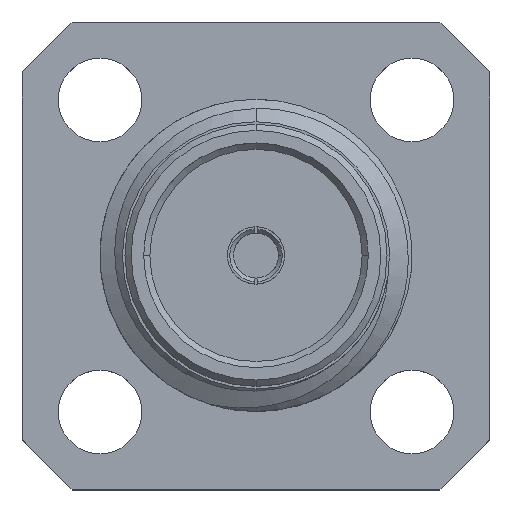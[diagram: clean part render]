
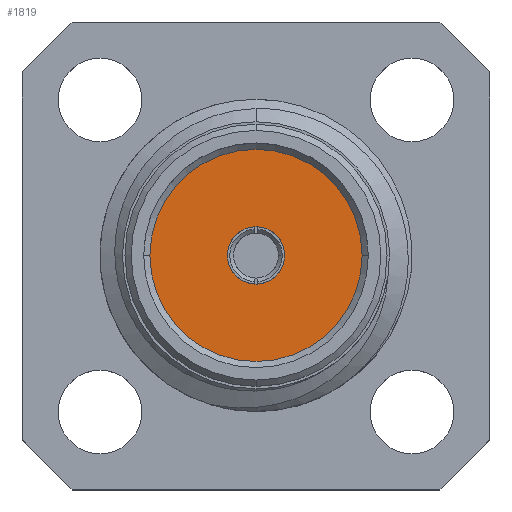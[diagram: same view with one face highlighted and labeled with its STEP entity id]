
A CAD part, top view. The second image highlights one B-rep face of the part: STEP entity #1819.
In plain terms, the highlighted planar face has unit normal (0, 0, 1).
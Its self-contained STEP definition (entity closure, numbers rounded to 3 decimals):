
#78 = CARTESIAN_POINT ( 'NONE',  ( 0., 0., 5.87 ) ) ;
#86 = AXIS2_PLACEMENT_3D ( 'NONE', #4519, #636, #981 ) ;
#146 = ORIENTED_EDGE ( 'NONE', *, *, #3117, .F. ) ;
#170 = EDGE_LOOP ( 'NONE', ( #2503, #146 ) ) ;
#416 = CARTESIAN_POINT ( 'NONE',  ( -0.584, 0., 5.87 ) ) ;
#424 = EDGE_CURVE ( 'NONE', #2366, #4454, #1860, .T. ) ;
#636 = DIRECTION ( 'NONE',  ( 0., 0., 1. ) ) ;
#637 = AXIS2_PLACEMENT_3D ( 'NONE', #4501, #4151, #2144 ) ;
#664 = PLANE ( 'NONE',  #4915 ) ;
#774 = EDGE_CURVE ( 'NONE', #4454, #2366, #1429, .T. ) ;
#981 = DIRECTION ( 'NONE',  ( 1., 0., 0. ) ) ;
#1069 = CARTESIAN_POINT ( 'NONE',  ( 0., 0., 5.87 ) ) ;
#1071 = CARTESIAN_POINT ( 'NONE',  ( 0., 0., 5.87 ) ) ;
#1429 = CIRCLE ( 'NONE', #3170, 2.159 ) ;
#1433 = DIRECTION ( 'NONE',  ( 0., 0., 1. ) ) ;
#1656 = DIRECTION ( 'NONE',  ( 1., 0., 0. ) ) ;
#1705 = CIRCLE ( 'NONE', #86, 0.584 ) ;
#1738 = CARTESIAN_POINT ( 'NONE',  ( 2.159, 0., 5.87 ) ) ;
#1819 = ADVANCED_FACE ( 'NONE', ( #3421, #3486 ), #664, .T. ) ;
#1860 = CIRCLE ( 'NONE', #1908, 2.159 ) ;
#1908 = AXIS2_PLACEMENT_3D ( 'NONE', #1069, #1433, #2631 ) ;
#1948 = EDGE_CURVE ( 'NONE', #4374, #2986, #4831, .T. ) ;
#2034 = DIRECTION ( 'NONE',  ( 0., 0., 1. ) ) ;
#2061 = ORIENTED_EDGE ( 'NONE', *, *, #774, .T. ) ;
#2144 = DIRECTION ( 'NONE',  ( 1., 0., 0. ) ) ;
#2257 = DIRECTION ( 'NONE',  ( 1., 0., 0. ) ) ;
#2366 = VERTEX_POINT ( 'NONE', #1738 ) ;
#2503 = ORIENTED_EDGE ( 'NONE', *, *, #1948, .F. ) ;
#2631 = DIRECTION ( 'NONE',  ( 1., 0., 0. ) ) ;
#2692 = CARTESIAN_POINT ( 'NONE',  ( -2.159, 0., 5.87 ) ) ;
#2702 = ORIENTED_EDGE ( 'NONE', *, *, #424, .T. ) ;
#2986 = VERTEX_POINT ( 'NONE', #416 ) ;
#3117 = EDGE_CURVE ( 'NONE', #2986, #4374, #1705, .T. ) ;
#3170 = AXIS2_PLACEMENT_3D ( 'NONE', #78, #2034, #1656 ) ;
#3421 = FACE_BOUND ( 'NONE', #170, .T. ) ;
#3486 = FACE_OUTER_BOUND ( 'NONE', #4678, .T. ) ;
#4151 = DIRECTION ( 'NONE',  ( 0., 0., 1. ) ) ;
#4374 = VERTEX_POINT ( 'NONE', #4605 ) ;
#4454 = VERTEX_POINT ( 'NONE', #2692 ) ;
#4501 = CARTESIAN_POINT ( 'NONE',  ( 0., 0., 5.87 ) ) ;
#4519 = CARTESIAN_POINT ( 'NONE',  ( 0., 0., 5.87 ) ) ;
#4590 = DIRECTION ( 'NONE',  ( 0., 0., 1. ) ) ;
#4605 = CARTESIAN_POINT ( 'NONE',  ( 0.584, 0., 5.87 ) ) ;
#4678 = EDGE_LOOP ( 'NONE', ( #2702, #2061 ) ) ;
#4831 = CIRCLE ( 'NONE', #637, 0.584 ) ;
#4915 = AXIS2_PLACEMENT_3D ( 'NONE', #1071, #4590, #2257 ) ;
